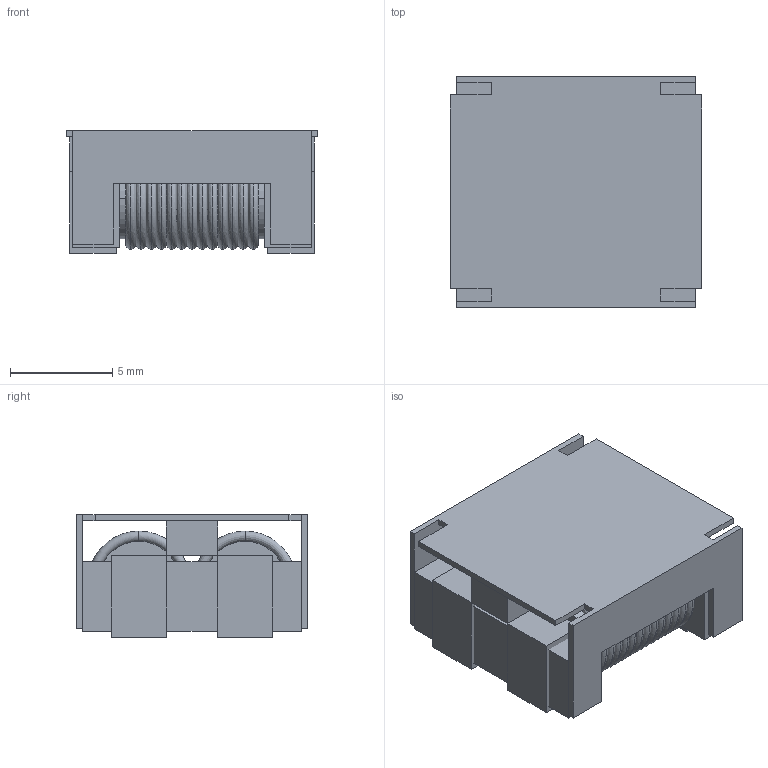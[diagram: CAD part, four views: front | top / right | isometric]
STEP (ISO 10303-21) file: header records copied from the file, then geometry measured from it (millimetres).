
FILE_DESCRIPTION((''),'2;1');
FILE_NAME('IND_TDK_ACM12V.stp','2012-11-07T15:49:11',(''),(''),'Mechanical Desktop 2011','Mechanical Desktop 2011',', , ');
FILE_SCHEMA(('AUTOMOTIVE_DESIGN { 1 2 10303 214 1 1 1 1 }'));
Length unit declared in the file: millimetre
Products named in the file (1): Product
Bounding box: 12.3 x 11.3 x 6 mm (x, y, z)
Volume: 639.2 mm3; surface area: 1858.5 mm2
Topology: 36 solids, 36 shells, 184 faces, 388 edges, 224 vertices
Faces by surface type: bspline 86, torus 52, plane 44, cylinder 2
Entity records: 7130 total; most frequent: CARTESIAN_POINT 3215, DIRECTION 802, ORIENTED_EDGE 776, EDGE_CURVE 388, AXIS2_PLACEMENT_3D 315, VERTEX_POINT 224, CIRCLE 216, EDGE_LOOP 184
